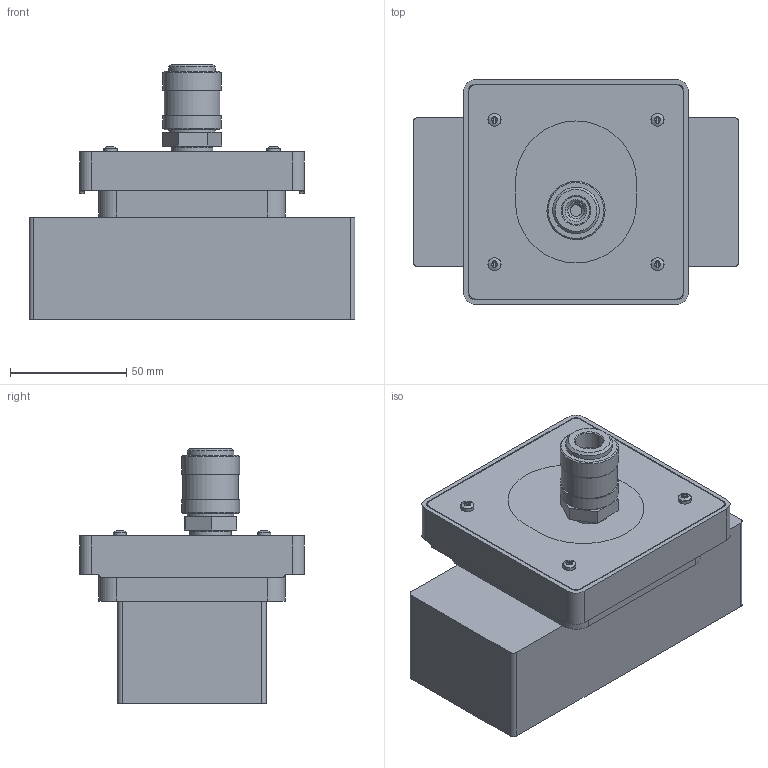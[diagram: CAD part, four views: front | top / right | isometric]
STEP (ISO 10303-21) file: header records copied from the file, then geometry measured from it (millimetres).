
FILE_DESCRIPTION(/* description */ ('zu Kabelkanal 130'),/* implementation_level */ '2;1');
FILE_NAME(/* name */ '320740-0.step',/* time_stamp */ '2021-09-06T13:07:36+02:00',/* author */ ('MuellerJ'),/* organization */ (''),/* preprocessor_version */ 'ST-DEVELOPER v18.1',/* originating_system */ 'Autodesk Inventor 2021',/* authorisation */ '');
FILE_SCHEMA (('AUTOMOTIVE_DESIGN { 1 0 10303 214 3 1 1 }'));
Length unit declared in the file: millimetre
Products named in the file (9): 32-0740-0BG.001; leer; leer_1; leer_2; leer_3; 589245-900-00.001-01; leer_4; leer_5; leer_6
Assembly tree (12 placements, depth 2):
  32-0740-0BG.001
    leer
    leer_1
    leer_2
    leer_3
    589245-900-00.001-01
    leer_4  x2
    leer_5  x4
    leer_6
Bounding box: 140 x 96.5 x 109.5 mm (x, y, z)
Volume: 506854 mm3; surface area: 116481.1 mm2
Topology: 12 solids, 12 shells, 430 faces, 1070 edges, 690 vertices
Faces by surface type: plane 251, cylinder 90, cone 67, torus 15, sphere 7
Full cylindrical faces by diameter (mm): 2.9 x4, 4 x4, 5 x1, 5.4 x2, 5.6 x4, 7.3 x1, 8 x1, 10 x3, 11.4 x1, 11.445 x1, 12 x1, 12.5 x2, 13.2 x2, 14 x2, 15 x2, 16.8 x1, 16.9 x1, 17 x1, 17.5 x1, 18 x2, 18.5 x1, 20 x6, 24 x1, 25 x2
Entity records: 9696 total; most frequent: CARTESIAN_POINT 1789, DIRECTION 1637, ORIENTED_EDGE 1534, EDGE_CURVE 767, AXIS2_PLACEMENT_3D 619, VERTEX_POINT 491, LINE 399, VECTOR 399
